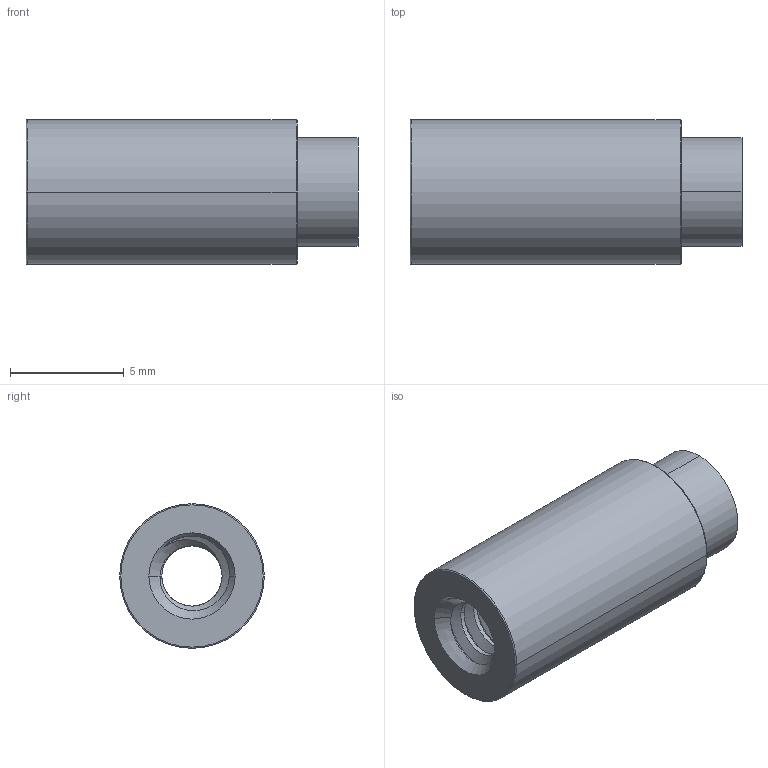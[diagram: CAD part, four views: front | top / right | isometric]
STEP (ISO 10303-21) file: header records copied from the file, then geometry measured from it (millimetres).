
FILE_DESCRIPTION((''),'2;1');
FILE_NAME('001_SWAGE_STANDOFF_MASTER','2021-01-25T',('SYSTEM'),(''),'PRO/ENGINEER BY PARAMETRIC TECHNOLOGY CORPORATION, 2016360','PRO/ENGINEER BY PARAMETRIC TECHNOLOGY CORPORATION, 2016360','');
FILE_SCHEMA(('AUTOMOTIVE_DESIGN { 1 0 10303 214 1 1 1 1 }'));
Length unit declared in the file: inch
Products named in the file (1): 001_SWAGE_STANDOFF_MASTER
Bounding box: 14.57 x 6.35 x 6.35 mm (x, y, z)
Volume: 305.9 mm3; surface area: 537.7 mm2
Topology: 1 solids, 1 shells, 59 faces, 153 edges, 98 vertices
Faces by surface type: cylinder 32, bspline 15, plane 4, cone 4, torus 4
Entity records: 6323 total; most frequent: CARTESIAN_POINT 4833, ORIENTED_EDGE 306, DIRECTION 183, EDGE_CURVE 153, COLOUR_RGB 110, VERTEX_POINT 98, B_SPLINE_CURVE_WITH_KNOTS 84, AXIS2_PLACEMENT_3D 70
